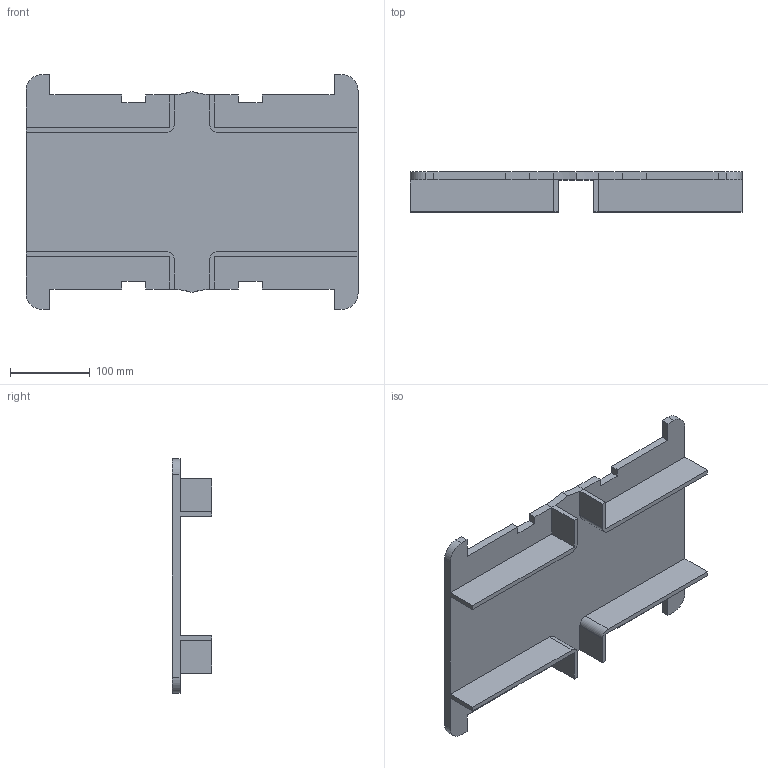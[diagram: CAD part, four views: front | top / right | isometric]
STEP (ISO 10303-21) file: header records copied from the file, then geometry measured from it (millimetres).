
FILE_DESCRIPTION (( 'STEP AP203' ), '1' );
FILE_NAME ('Base_Predeterminado_sldprt.STEP', '2023-06-27T16:47:53', ( '' ), ( '' ), 'SwSTEP 2.0', 'SolidWorks 2022', '' );
FILE_SCHEMA (( 'CONFIG_CONTROL_DESIGN' ));
Length unit declared in the file: millimetre
Products named in the file (1): Base_Predeterminado_sldprt
Bounding box: 416 x 50 x 294 mm (x, y, z)
Volume: 1243403.9 mm3; surface area: 295327.2 mm2
Topology: 1 solids, 1 shells, 76 faces, 202 edges, 128 vertices
Faces by surface type: plane 64, cylinder 12
Entity records: 2391 total; most frequent: CARTESIAN_POINT 407, ORIENTED_EDGE 404, DIRECTION 384, EDGE_CURVE 202, LINE 174, VECTOR 174, VERTEX_POINT 128, AXIS2_PLACEMENT_3D 105
